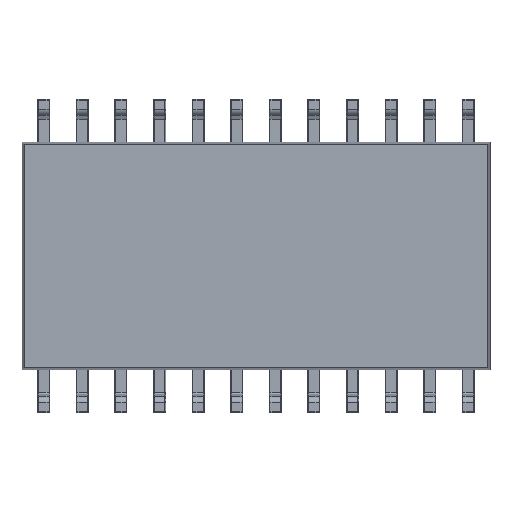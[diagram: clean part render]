
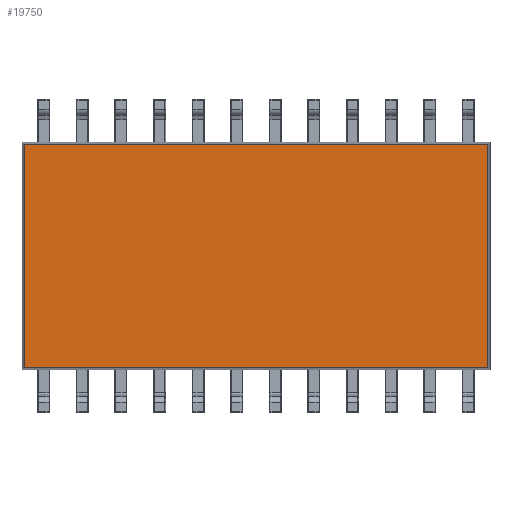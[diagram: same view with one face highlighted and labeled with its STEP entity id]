
A CAD part, front view. The second image highlights one B-rep face of the part: STEP entity #19750.
In plain terms, the highlighted planar face has unit normal (0, -1, 0).
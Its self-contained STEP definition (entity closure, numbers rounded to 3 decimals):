
#1812 = EDGE_CURVE ( 'NONE', #22020, #17621, #7636, .T. ) ;
#3720 = DIRECTION ( 'NONE',  ( 0., 0., 1. ) ) ;
#4225 = DIRECTION ( 'NONE',  ( 1., 0., 0. ) ) ;
#4233 = VECTOR ( 'NONE', #3720, 1000. ) ;
#4527 = CARTESIAN_POINT ( 'NONE',  ( 0., 0.25, 3.669 ) ) ;
#4673 = ORIENTED_EDGE ( 'NONE', *, *, #16033, .T. ) ;
#5896 = VECTOR ( 'NONE', #10344, 1000. ) ;
#6733 = CARTESIAN_POINT ( 'NONE',  ( 7.619, 0.25, 0. ) ) ;
#6780 = VECTOR ( 'NONE', #4225, 1000. ) ;
#6906 = LINE ( 'NONE', #12032, #8353 ) ;
#7230 = CARTESIAN_POINT ( 'NONE',  ( 7.619, 0.25, 3.669 ) ) ;
#7485 = CARTESIAN_POINT ( 'NONE',  ( -7.619, 0.25, 3.669 ) ) ;
#7636 = LINE ( 'NONE', #4527, #5896 ) ;
#8353 = VECTOR ( 'NONE', #10292, 1000. ) ;
#8717 = VERTEX_POINT ( 'NONE', #13108 ) ;
#9207 = LINE ( 'NONE', #6733, #4233 ) ;
#9683 = FACE_OUTER_BOUND ( 'NONE', #12401, .T. ) ;
#10292 = DIRECTION ( 'NONE',  ( 0., 0., -1. ) ) ;
#10344 = DIRECTION ( 'NONE',  ( -1., 0., 0. ) ) ;
#11665 = CARTESIAN_POINT ( 'NONE',  ( 0., 0.25, 0. ) ) ;
#12032 = CARTESIAN_POINT ( 'NONE',  ( -7.619, 0.25, 0. ) ) ;
#12401 = EDGE_LOOP ( 'NONE', ( #4673, #19180, #16494, #18280 ) ) ;
#13108 = CARTESIAN_POINT ( 'NONE',  ( -7.619, 0.25, -3.669 ) ) ;
#13572 = LINE ( 'NONE', #19327, #6780 ) ;
#14546 = VERTEX_POINT ( 'NONE', #18004 ) ;
#16033 = EDGE_CURVE ( 'NONE', #17621, #8717, #6906, .T. ) ;
#16494 = ORIENTED_EDGE ( 'NONE', *, *, #16717, .T. ) ;
#16717 = EDGE_CURVE ( 'NONE', #14546, #22020, #9207, .T. ) ;
#17621 = VERTEX_POINT ( 'NONE', #7485 ) ;
#18004 = CARTESIAN_POINT ( 'NONE',  ( 7.619, 0.25, -3.669 ) ) ;
#18280 = ORIENTED_EDGE ( 'NONE', *, *, #1812, .T. ) ;
#18775 = EDGE_CURVE ( 'NONE', #8717, #14546, #13572, .T. ) ;
#19030 = PLANE ( 'NONE',  #20595 ) ;
#19114 = DIRECTION ( 'NONE',  ( 0., 0., 1. ) ) ;
#19180 = ORIENTED_EDGE ( 'NONE', *, *, #18775, .T. ) ;
#19327 = CARTESIAN_POINT ( 'NONE',  ( 0., 0.25, -3.669 ) ) ;
#19750 = ADVANCED_FACE ( 'NONE', ( #9683 ), #19030, .F. ) ;
#20595 = AXIS2_PLACEMENT_3D ( 'NONE', #11665, #20935, #19114 ) ;
#20935 = DIRECTION ( 'NONE',  ( 0., 1., 0. ) ) ;
#22020 = VERTEX_POINT ( 'NONE', #7230 ) ;
